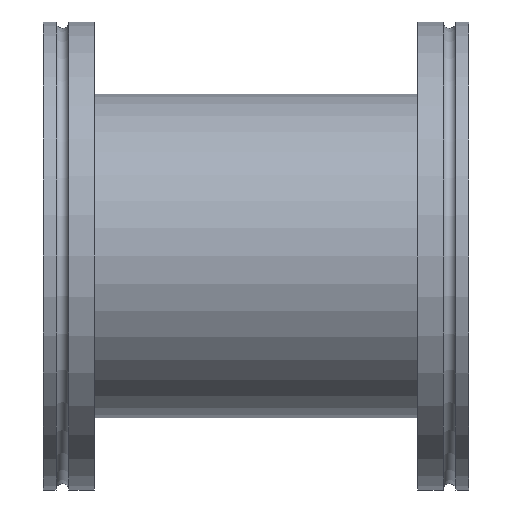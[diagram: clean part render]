
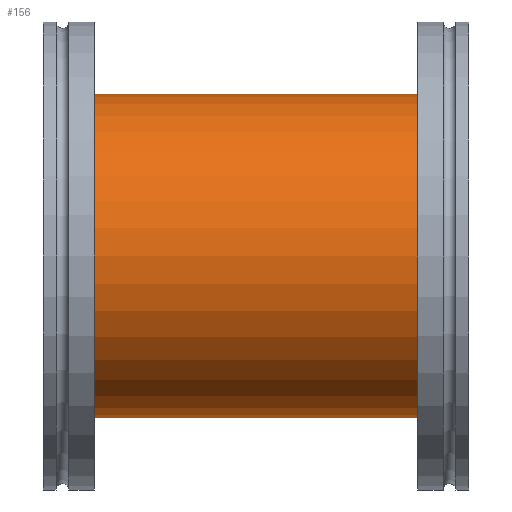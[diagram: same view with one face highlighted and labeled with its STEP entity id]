
A CAD part, front view. The second image highlights one B-rep face of the part: STEP entity #156.
In plain terms, the highlighted cylindrical face has radius 38 mm (diameter 76 mm), a full revolution.
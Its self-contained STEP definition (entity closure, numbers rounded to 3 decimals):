
#24 = AXIS2_PLACEMENT_3D ( 'NONE', #106, #263, #229 ) ;
#44 = CARTESIAN_POINT ( 'NONE',  ( 0., 38., 0. ) ) ;
#106 = CARTESIAN_POINT ( 'NONE',  ( 90., 0., 0. ) ) ;
#111 = DIRECTION ( 'NONE',  ( 1., 0., 0. ) ) ;
#114 = EDGE_LOOP ( 'NONE', ( #197 ) ) ;
#150 = ORIENTED_EDGE ( 'NONE', *, *, #202, .F. ) ;
#152 = CARTESIAN_POINT ( 'NONE',  ( 0., 0., 0. ) ) ;
#156 = ADVANCED_FACE ( 'NONE', ( #375, #354 ), #407, .T. ) ;
#186 = CARTESIAN_POINT ( 'NONE',  ( 0., 0., 0. ) ) ;
#193 = AXIS2_PLACEMENT_3D ( 'NONE', #186, #419, #384 ) ;
#197 = ORIENTED_EDGE ( 'NONE', *, *, #327, .T. ) ;
#202 = EDGE_CURVE ( 'NONE', #344, #344, #418, .T. ) ;
#227 = AXIS2_PLACEMENT_3D ( 'NONE', #152, #111, #271 ) ;
#228 = EDGE_LOOP ( 'NONE', ( #150 ) ) ;
#229 = DIRECTION ( 'NONE',  ( 0., 1., 0. ) ) ;
#263 = DIRECTION ( 'NONE',  ( 1., 0., 0. ) ) ;
#271 = DIRECTION ( 'NONE',  ( 0., 1., 0. ) ) ;
#283 = CARTESIAN_POINT ( 'NONE',  ( 90., 38., 0. ) ) ;
#313 = CIRCLE ( 'NONE', #227, 38. ) ;
#327 = EDGE_CURVE ( 'NONE', #451, #451, #313, .T. ) ;
#344 = VERTEX_POINT ( 'NONE', #283 ) ;
#354 = FACE_OUTER_BOUND ( 'NONE', #228, .T. ) ;
#375 = FACE_OUTER_BOUND ( 'NONE', #114, .T. ) ;
#384 = DIRECTION ( 'NONE',  ( 0., 1., 0. ) ) ;
#407 = CYLINDRICAL_SURFACE ( 'NONE', #193, 38. ) ;
#418 = CIRCLE ( 'NONE', #24, 38. ) ;
#419 = DIRECTION ( 'NONE',  ( 1., 0., 0. ) ) ;
#451 = VERTEX_POINT ( 'NONE', #44 ) ;
